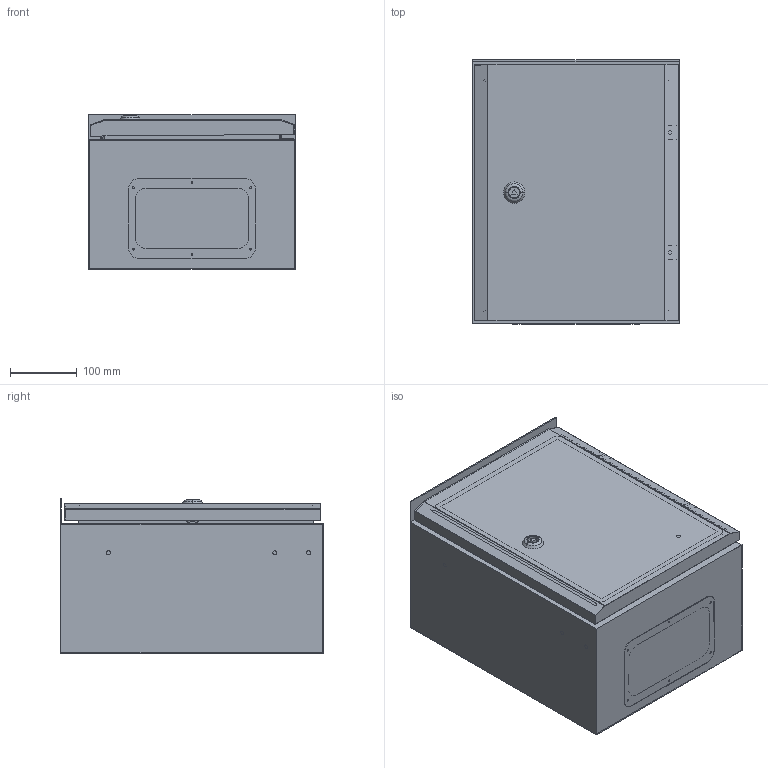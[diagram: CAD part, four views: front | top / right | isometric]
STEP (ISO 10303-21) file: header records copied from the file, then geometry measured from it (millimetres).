
FILE_DESCRIPTION (( 'STEP AP214' ), '1' );
FILE_NAME ('YKM42-01-54-P Êîðïóñ ìåòàëëè÷åñêèé ÙÌÏ-1-2 74 Ó1 IP54 PRO.STEP', '2016-08-11T11:39:49', ( 'user' ), ( '' ), 'SwSTEP 2.0', 'SolidWorks 2014', '' );
FILE_SCHEMA (( 'AUTOMOTIVE_DESIGN' ));
Length unit declared in the file: millimetre
Products named in the file (3): ﾄ粢 ﾙﾌﾏ-1-2 IP54; Îáîëî÷êà ÙÌÏ-1-2 IP54; YKM42-01-54-P Êîðïóñ ìåòàëëè÷åñêèé ÙÌÏ-1-2 74 Ó1 IP54 PRO
Assembly tree (2 placements, depth 2):
  YKM42-01-54-P Êîðïóñ ìåòàëëè÷åñêèé ÙÌÏ-1-2 74 Ó1 IP54 PRO
    Îáîëî÷êà ÙÌÏ-1-2 IP54
    ﾄ粢 ﾙﾌﾏ-1-2 IP54
Bounding box: 310 x 396.4 x 232.4 mm (x, y, z)
Volume: 930995.2 mm3; surface area: 1482658.7 mm2
Topology: 12 solids, 12 shells, 634 faces, 1609 edges, 1017 vertices
Faces by surface type: plane 382, cylinder 184, cone 50, bspline 12, torus 6
Entity records: 19800 total; most frequent: CARTESIAN_POINT 4124, ORIENTED_EDGE 3210, DIRECTION 3098, EDGE_CURVE 1605, LINE 1044, VECTOR 1044, AXIS2_PLACEMENT_3D 1027, VERTEX_POINT 1017
